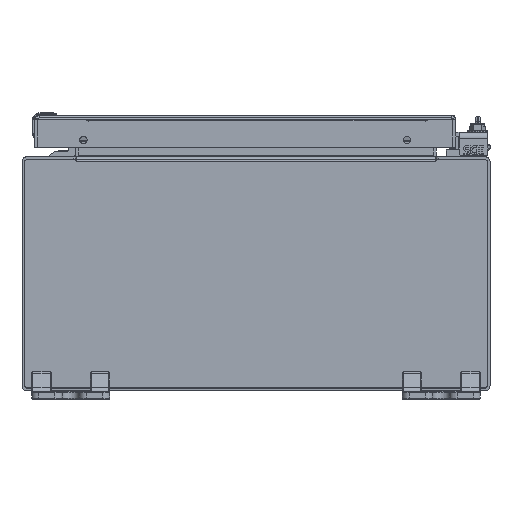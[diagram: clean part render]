
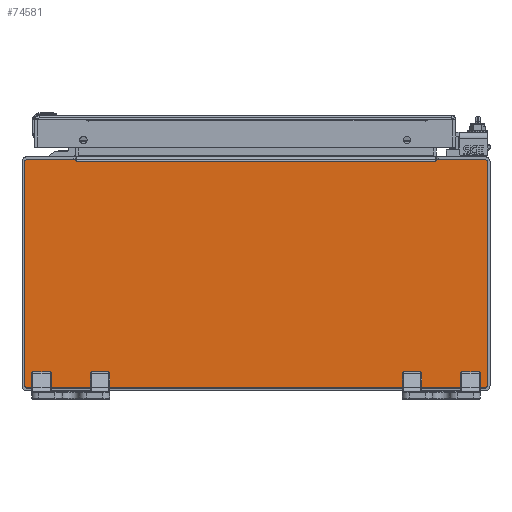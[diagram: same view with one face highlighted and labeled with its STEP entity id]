
A CAD part, front view. The second image highlights one B-rep face of the part: STEP entity #74581.
In plain terms, the highlighted planar face has unit normal (0, -1, 0).
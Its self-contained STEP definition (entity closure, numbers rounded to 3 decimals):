
#893 = VERTEX_POINT ( 'NONE', #164864 ) ;
#1328 = CARTESIAN_POINT ( 'NONE',  ( 0., -12., -2.937 ) ) ;
#1464 = LINE ( 'NONE', #177138, #118243 ) ;
#1606 = CARTESIAN_POINT ( 'NONE',  ( 4.614, -12., 2.883 ) ) ;
#3004 = DIRECTION ( 'NONE',  ( 0., 0., -1. ) ) ;
#3307 = DIRECTION ( 'NONE',  ( 0., -1., 0. ) ) ;
#5833 = LINE ( 'NONE', #47414, #174273 ) ;
#7497 = EDGE_CURVE ( 'NONE', #105695, #43984, #17750, .T. ) ;
#7598 = EDGE_CURVE ( 'NONE', #99794, #43800, #77871, .T. ) ;
#8372 = DIRECTION ( 'NONE',  ( 1., 0., 0. ) ) ;
#8527 = CARTESIAN_POINT ( 'NONE',  ( 5.857, -12., 2.937 ) ) ;
#11646 = EDGE_CURVE ( 'NONE', #39243, #134030, #72369, .T. ) ;
#11985 = LINE ( 'NONE', #159677, #17765 ) ;
#14004 = DIRECTION ( 'NONE',  ( 0., 0., -1. ) ) ;
#17750 = CIRCLE ( 'NONE', #125632, 0.08 ) ;
#17765 = VECTOR ( 'NONE', #72809, 39.37 ) ;
#19077 = VECTOR ( 'NONE', #68051, 39.37 ) ;
#22822 = ORIENTED_EDGE ( 'NONE', *, *, #121624, .T. ) ;
#27576 = ORIENTED_EDGE ( 'NONE', *, *, #84079, .F. ) ;
#27579 = EDGE_CURVE ( 'NONE', #27803, #36736, #97197, .T. ) ;
#27803 = VERTEX_POINT ( 'NONE', #133781 ) ;
#28157 = DIRECTION ( 'NONE',  ( 0., 1., 0. ) ) ;
#32447 = VERTEX_POINT ( 'NONE', #78689 ) ;
#33997 = EDGE_CURVE ( 'NONE', #43800, #27803, #5833, .T. ) ;
#34670 = AXIS2_PLACEMENT_3D ( 'NONE', #121093, #3307, #14004 ) ;
#36736 = VERTEX_POINT ( 'NONE', #90094 ) ;
#37487 = CARTESIAN_POINT ( 'NONE',  ( -5.857, -12., -2.857 ) ) ;
#39243 = VERTEX_POINT ( 'NONE', #58797 ) ;
#40137 = CARTESIAN_POINT ( 'NONE',  ( 5.857, -12., -2.937 ) ) ;
#43478 = CARTESIAN_POINT ( 'NONE',  ( -4.623, -12., 2.937 ) ) ;
#43602 = CARTESIAN_POINT ( 'NONE',  ( 5.857, -12., -2.857 ) ) ;
#43800 = VERTEX_POINT ( 'NONE', #43478 ) ;
#43984 = VERTEX_POINT ( 'NONE', #78165 ) ;
#47414 = CARTESIAN_POINT ( 'NONE',  ( -4.618, -12., 2.91 ) ) ;
#49948 = VERTEX_POINT ( 'NONE', #143140 ) ;
#50607 = ORIENTED_EDGE ( 'NONE', *, *, #11646, .F. ) ;
#50785 = VECTOR ( 'NONE', #113217, 39.37 ) ;
#52128 = VERTEX_POINT ( 'NONE', #155431 ) ;
#54344 = CARTESIAN_POINT ( 'NONE',  ( 4.606, -12., 2.883 ) ) ;
#54423 = EDGE_CURVE ( 'NONE', #52128, #58297, #1464, .T. ) ;
#58297 = VERTEX_POINT ( 'NONE', #8527 ) ;
#58797 = CARTESIAN_POINT ( 'NONE',  ( 5.937, -12., -2.857 ) ) ;
#62687 = VECTOR ( 'NONE', #113358, 39.37 ) ;
#65144 = VERTEX_POINT ( 'NONE', #1606 ) ;
#65788 = EDGE_CURVE ( 'NONE', #43984, #32447, #182339, .T. ) ;
#68051 = DIRECTION ( 'NONE',  ( -0.174, 0., -0.985 ) ) ;
#68224 = CARTESIAN_POINT ( 'NONE',  ( -4.606, -12., 2.883 ) ) ;
#69839 = VECTOR ( 'NONE', #179240, 39.37 ) ;
#72369 = CIRCLE ( 'NONE', #72766, 0.08 ) ;
#72766 = AXIS2_PLACEMENT_3D ( 'NONE', #43602, #28157, #130507 ) ;
#72809 = DIRECTION ( 'NONE',  ( -1., 0., 0. ) ) ;
#74581 = ADVANCED_FACE ( 'NONE', ( #88356 ), #161673, .T. ) ;
#76060 = ORIENTED_EDGE ( 'NONE', *, *, #93189, .T. ) ;
#76398 = CARTESIAN_POINT ( 'NONE',  ( 5.857, -12., 2.857 ) ) ;
#76496 = ORIENTED_EDGE ( 'NONE', *, *, #120865, .F. ) ;
#77871 = LINE ( 'NONE', #132948, #69839 ) ;
#78165 = CARTESIAN_POINT ( 'NONE',  ( -5.937, -12., -2.857 ) ) ;
#78689 = CARTESIAN_POINT ( 'NONE',  ( -5.937, -12., 2.857 ) ) ;
#79090 = CARTESIAN_POINT ( 'NONE',  ( -5.937, -12., 0. ) ) ;
#81394 = ORIENTED_EDGE ( 'NONE', *, *, #54423, .F. ) ;
#81628 = ORIENTED_EDGE ( 'NONE', *, *, #33997, .F. ) ;
#82493 = LINE ( 'NONE', #85373, #62687 ) ;
#82737 = ORIENTED_EDGE ( 'NONE', *, *, #142831, .F. ) ;
#84079 = EDGE_CURVE ( 'NONE', #32447, #99794, #131239, .T. ) ;
#85373 = CARTESIAN_POINT ( 'NONE',  ( 5.937, -12., 0. ) ) ;
#88250 = LINE ( 'NONE', #1328, #171903 ) ;
#88356 = FACE_OUTER_BOUND ( 'NONE', #156983, .T. ) ;
#90094 = CARTESIAN_POINT ( 'NONE',  ( -4.598, -12., 2.883 ) ) ;
#93189 = EDGE_CURVE ( 'NONE', #65144, #49948, #115111, .T. ) ;
#94211 = CARTESIAN_POINT ( 'NONE',  ( -5.857, -12., 2.857 ) ) ;
#96632 = CARTESIAN_POINT ( 'NONE',  ( -5.857, -12., -2.937 ) ) ;
#97197 = LINE ( 'NONE', #68224, #108016 ) ;
#99794 = VERTEX_POINT ( 'NONE', #124607 ) ;
#103680 = ORIENTED_EDGE ( 'NONE', *, *, #7497, .F. ) ;
#105695 = VERTEX_POINT ( 'NONE', #96632 ) ;
#108016 = VECTOR ( 'NONE', #8372, 39.37 ) ;
#108990 = DIRECTION ( 'NONE',  ( 0., 0., 1. ) ) ;
#111384 = ORIENTED_EDGE ( 'NONE', *, *, #7598, .F. ) ;
#113217 = DIRECTION ( 'NONE',  ( -1., 0., 0. ) ) ;
#113358 = DIRECTION ( 'NONE',  ( 0., 0., -1. ) ) ;
#115111 = LINE ( 'NONE', #54344, #50785 ) ;
#118243 = VECTOR ( 'NONE', #131815, 39.37 ) ;
#120865 = EDGE_CURVE ( 'NONE', #893, #39243, #82493, .T. ) ;
#121093 = CARTESIAN_POINT ( 'NONE',  ( 0., -12., 0. ) ) ;
#121624 = EDGE_CURVE ( 'NONE', #52128, #65144, #145207, .T. ) ;
#124607 = CARTESIAN_POINT ( 'NONE',  ( -5.857, -12., 2.937 ) ) ;
#125632 = AXIS2_PLACEMENT_3D ( 'NONE', #37487, #186115, #139832 ) ;
#130507 = DIRECTION ( 'NONE',  ( 0., 0., -1. ) ) ;
#130748 = CARTESIAN_POINT ( 'NONE',  ( 4.618, -12., 2.91 ) ) ;
#131239 = CIRCLE ( 'NONE', #161926, 0.08 ) ;
#131815 = DIRECTION ( 'NONE',  ( 1., 0., 0. ) ) ;
#132629 = DIRECTION ( 'NONE',  ( -1., 0., 0. ) ) ;
#132948 = CARTESIAN_POINT ( 'NONE',  ( 0., -12., 2.937 ) ) ;
#133060 = EDGE_CURVE ( 'NONE', #58297, #893, #183114, .T. ) ;
#133781 = CARTESIAN_POINT ( 'NONE',  ( -4.614, -12., 2.883 ) ) ;
#134030 = VERTEX_POINT ( 'NONE', #40137 ) ;
#135275 = DIRECTION ( 'NONE',  ( 0., 1., 0. ) ) ;
#138942 = EDGE_CURVE ( 'NONE', #49948, #36736, #11985, .T. ) ;
#139081 = ORIENTED_EDGE ( 'NONE', *, *, #65788, .F. ) ;
#139832 = DIRECTION ( 'NONE',  ( 0., 0., -1. ) ) ;
#142831 = EDGE_CURVE ( 'NONE', #134030, #105695, #88250, .T. ) ;
#143140 = CARTESIAN_POINT ( 'NONE',  ( 4.598, -12., 2.883 ) ) ;
#145207 = LINE ( 'NONE', #130748, #19077 ) ;
#151614 = DIRECTION ( 'NONE',  ( 0.174, 0., -0.985 ) ) ;
#153095 = DIRECTION ( 'NONE',  ( 0., 0., -1. ) ) ;
#155431 = CARTESIAN_POINT ( 'NONE',  ( 4.623, -12., 2.937 ) ) ;
#156983 = EDGE_LOOP ( 'NONE', ( #111384, #27576, #139081, #103680, #82737, #50607, #76496, #162704, #81394, #22822, #76060, #173560, #187886, #81628 ) ) ;
#159677 = CARTESIAN_POINT ( 'NONE',  ( 0., -12., 2.883 ) ) ;
#161673 = PLANE ( 'NONE',  #34670 ) ;
#161926 = AXIS2_PLACEMENT_3D ( 'NONE', #94211, #170382, #153095 ) ;
#162704 = ORIENTED_EDGE ( 'NONE', *, *, #133060, .F. ) ;
#164650 = AXIS2_PLACEMENT_3D ( 'NONE', #76398, #135275, #3004 ) ;
#164864 = CARTESIAN_POINT ( 'NONE',  ( 5.937, -12., 2.857 ) ) ;
#170382 = DIRECTION ( 'NONE',  ( 0., 1., 0. ) ) ;
#171903 = VECTOR ( 'NONE', #132629, 39.37 ) ;
#172152 = VECTOR ( 'NONE', #108990, 39.37 ) ;
#173560 = ORIENTED_EDGE ( 'NONE', *, *, #138942, .T. ) ;
#174273 = VECTOR ( 'NONE', #151614, 39.37 ) ;
#177138 = CARTESIAN_POINT ( 'NONE',  ( 0., -12., 2.937 ) ) ;
#179240 = DIRECTION ( 'NONE',  ( 1., 0., 0. ) ) ;
#182339 = LINE ( 'NONE', #79090, #172152 ) ;
#183114 = CIRCLE ( 'NONE', #164650, 0.08 ) ;
#186115 = DIRECTION ( 'NONE',  ( 0., 1., 0. ) ) ;
#187886 = ORIENTED_EDGE ( 'NONE', *, *, #27579, .F. ) ;
